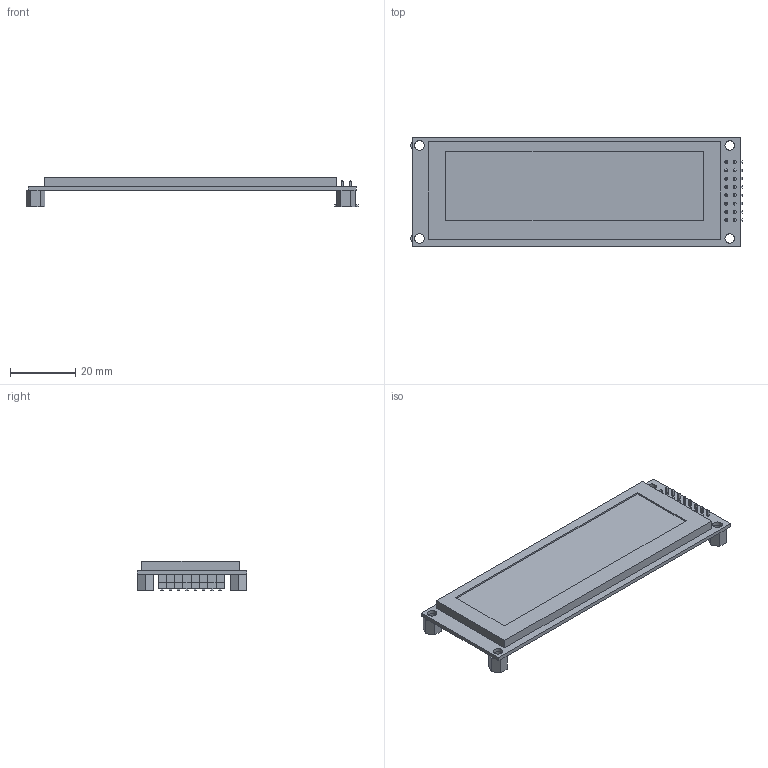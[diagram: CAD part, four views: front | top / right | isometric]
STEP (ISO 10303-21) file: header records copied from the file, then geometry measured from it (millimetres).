
FILE_DESCRIPTION(('FreeCAD Model'),'2;1');
FILE_NAME('LM320Y-256064-ASM-LP.step','2020-03-11T22:22:50',('kicad StepUp'),( 'ksu MCAD'),'Open CASCADE STEP processor 7.3','FreeCAD','Unknown');
FILE_SCHEMA(('AUTOMOTIVE_DESIGN { 1 0 10303 214 1 1 1 1 }'));
Length unit declared in the file: millimetre
Products named in the file (1): LM320Y-256064-ASM-LP
Bounding box: 101.66 x 33.5 x 8.95 mm (x, y, z)
Volume: 11246.3 mm3; surface area: 9170.9 mm2
Topology: 1 solids, 1 shells, 1078 faces, 2779 edges, 1594 vertices
Faces by surface type: plane 798, cylinder 280
Full cylindrical faces by diameter (mm): 2.9 x8
Entity records: 39892 total; most frequent: ORIENTED_EDGE 5814, DIRECTION 5685, CARTESIAN_POINT 5452, EDGE_CURVE 2779, LINE 2031, VECTOR 2031, AXIS2_PLACEMENT_3D 1827, VERTEX_POINT 1594
